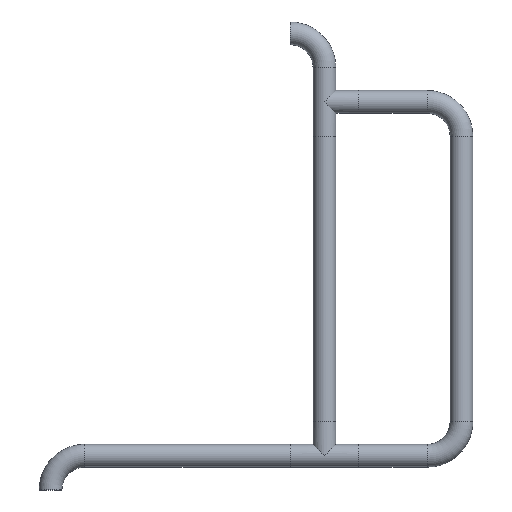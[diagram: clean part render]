
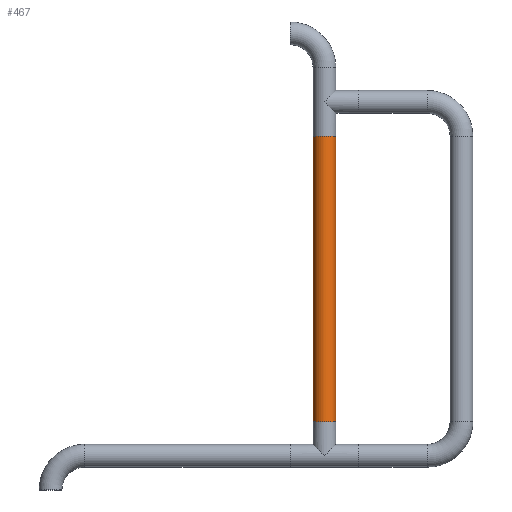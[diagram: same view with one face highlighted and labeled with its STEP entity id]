
A CAD part, front view. The second image highlights one B-rep face of the part: STEP entity #467.
In plain terms, the highlighted cylindrical face has radius 25.4 mm (diameter 50.8 mm), a full revolution.
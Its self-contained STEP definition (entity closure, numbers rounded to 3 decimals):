
#93=CYLINDRICAL_SURFACE('',#617,25.4);
#150=ORIENTED_EDGE('',*,*,#200,.F.);
#151=ORIENTED_EDGE('',*,*,#201,.T.);
#200=EDGE_CURVE('',#238,#238,#272,.T.);
#201=EDGE_CURVE('',#239,#239,#273,.T.);
#238=VERTEX_POINT('',#894);
#239=VERTEX_POINT('',#897);
#272=CIRCLE('',#614,25.4);
#273=CIRCLE('',#616,25.4);
#332=EDGE_LOOP('',(#150));
#333=EDGE_LOOP('',(#151));
#404=FACE_BOUND('',#332,.T.);
#405=FACE_BOUND('',#333,.T.);
#467=ADVANCED_FACE('',(#404,#405),#93,.T.);
#614=AXIS2_PLACEMENT_3D('',#893,#752,#753);
#616=AXIS2_PLACEMENT_3D('',#896,#756,#757);
#617=AXIS2_PLACEMENT_3D('',#898,#758,#759);
#752=DIRECTION('',(0.,1.,0.));
#753=DIRECTION('',(1.,0.,0.));
#756=DIRECTION('',(0.,1.,0.));
#757=DIRECTION('',(1.,0.,0.));
#758=DIRECTION('',(0.,1.,0.));
#759=DIRECTION('',(0.,0.,1.));
#893=CARTESIAN_POINT('',(0.,635.,0.));
#894=CARTESIAN_POINT('',(25.4,635.,0.));
#896=CARTESIAN_POINT('',(0.,0.,0.));
#897=CARTESIAN_POINT('',(25.4,0.,0.));
#898=CARTESIAN_POINT('',(0.,0.,0.));
